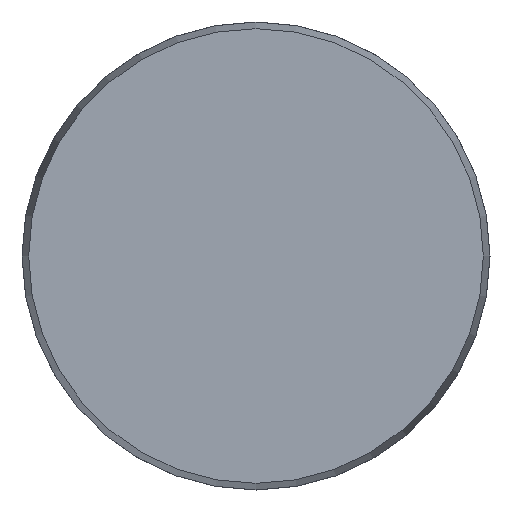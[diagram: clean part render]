
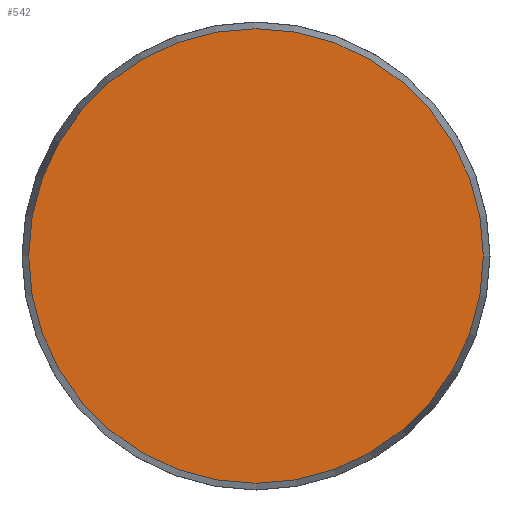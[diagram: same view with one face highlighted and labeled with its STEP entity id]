
A CAD part, front view. The second image highlights one B-rep face of the part: STEP entity #542.
In plain terms, the highlighted planar face has unit normal (0, -1, 0).
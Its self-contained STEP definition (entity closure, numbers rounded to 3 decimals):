
#87 = CARTESIAN_POINT ( 'NONE',  ( 0., 0., -29.143 ) ) ;
#124 = EDGE_CURVE ( 'NONE', #720, #720, #416, .T. ) ;
#212 = CARTESIAN_POINT ( 'NONE',  ( -29.143, 0., 0. ) ) ;
#229 = DIRECTION ( 'NONE',  ( 0., 0., 1. ) ) ;
#268 = EDGE_LOOP ( 'NONE', ( #433 ) ) ;
#291 = DIRECTION ( 'NONE',  ( 0., -1., 0. ) ) ;
#343 = CARTESIAN_POINT ( 'NONE',  ( 0., 0., 0. ) ) ;
#416 = CIRCLE ( 'NONE', #539, 29.143 ) ;
#433 = ORIENTED_EDGE ( 'NONE', *, *, #124, .T. ) ;
#473 = DIRECTION ( 'NONE',  ( 0., 0., -1. ) ) ;
#539 = AXIS2_PLACEMENT_3D ( 'NONE', #343, #291, #473 ) ;
#542 = ADVANCED_FACE ( 'NONE', ( #770 ), #780, .F. ) ;
#597 = AXIS2_PLACEMENT_3D ( 'NONE', #212, #786, #229 ) ;
#720 = VERTEX_POINT ( 'NONE', #87 ) ;
#770 = FACE_OUTER_BOUND ( 'NONE', #268, .T. ) ;
#780 = PLANE ( 'NONE',  #597 ) ;
#786 = DIRECTION ( 'NONE',  ( 0., 1., 0. ) ) ;
